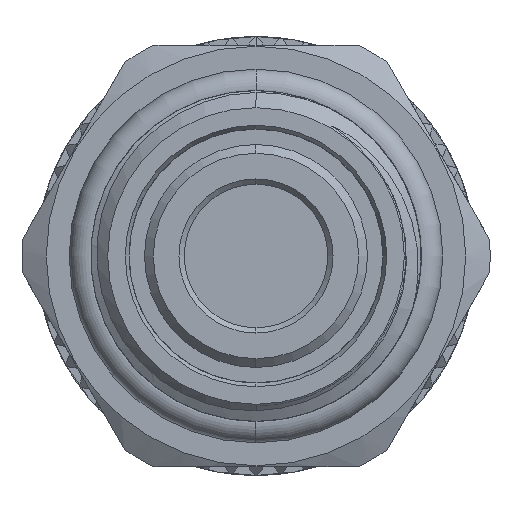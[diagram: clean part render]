
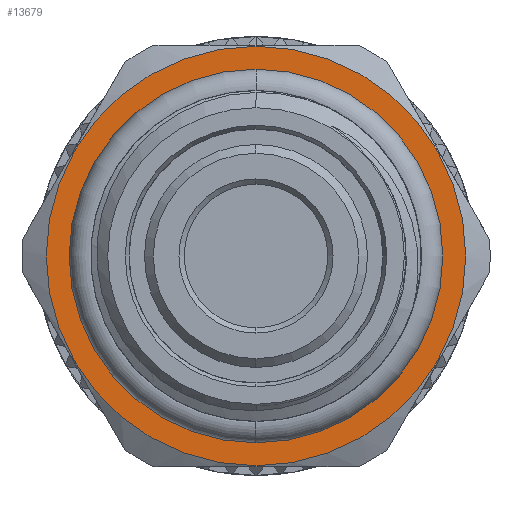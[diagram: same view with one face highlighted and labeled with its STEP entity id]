
A CAD part, left-side view. The second image highlights one B-rep face of the part: STEP entity #13679.
In plain terms, the highlighted planar face has unit normal (-1, 0, 0).
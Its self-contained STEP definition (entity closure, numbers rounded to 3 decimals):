
#2383 = VERTEX_POINT ( 'NONE', #15782 ) ;
#2651 = CARTESIAN_POINT ( 'NONE',  ( 27.943, 0., 8.395 ) ) ;
#3509 = CIRCLE ( 'NONE', #31230, 11.95 ) ;
#4126 = VERTEX_POINT ( 'NONE', #23357 ) ;
#5035 = VERTEX_POINT ( 'NONE', #13211 ) ;
#5172 = PLANE ( 'NONE',  #9310 ) ;
#5210 = AXIS2_PLACEMENT_3D ( 'NONE', #5729, #19634, #33375 ) ;
#5729 = CARTESIAN_POINT ( 'NONE',  ( 27.943, 0., 0. ) ) ;
#7442 = CARTESIAN_POINT ( 'NONE',  ( 27.943, 0., 0. ) ) ;
#7569 = EDGE_CURVE ( 'NONE', #2383, #5035, #20524, .T. ) ;
#9310 = AXIS2_PLACEMENT_3D ( 'NONE', #13973, #30985, #22141 ) ;
#11545 = DIRECTION ( 'NONE',  ( -1., 0., 0. ) ) ;
#12525 = CARTESIAN_POINT ( 'NONE',  ( 27.943, 0., 0. ) ) ;
#13211 = CARTESIAN_POINT ( 'NONE',  ( 27.943, 0., -11.95 ) ) ;
#13679 = ADVANCED_FACE ( 'NONE', ( #32293, #21781 ), #5172, .T. ) ;
#13973 = CARTESIAN_POINT ( 'NONE',  ( 27.943, 11.95, 0. ) ) ;
#15782 = CARTESIAN_POINT ( 'NONE',  ( 27.943, 0., 11.95 ) ) ;
#19634 = DIRECTION ( 'NONE',  ( -1., 0., 0. ) ) ;
#19860 = CARTESIAN_POINT ( 'NONE',  ( 27.943, 0., 0. ) ) ;
#20052 = ORIENTED_EDGE ( 'NONE', *, *, #35190, .F. ) ;
#20481 = DIRECTION ( 'NONE',  ( 0., 0., 1. ) ) ;
#20524 = CIRCLE ( 'NONE', #25477, 11.95 ) ;
#21665 = CIRCLE ( 'NONE', #36259, 8.395 ) ;
#21781 = FACE_BOUND ( 'NONE', #35003, .T. ) ;
#21834 = ORIENTED_EDGE ( 'NONE', *, *, #28507, .T. ) ;
#22141 = DIRECTION ( 'NONE',  ( 0., 0., 1. ) ) ;
#22328 = DIRECTION ( 'NONE',  ( 0., 0., 1. ) ) ;
#23357 = CARTESIAN_POINT ( 'NONE',  ( 27.943, 0., -8.395 ) ) ;
#23780 = DIRECTION ( 'NONE',  ( -1., 0., 0. ) ) ;
#24052 = EDGE_LOOP ( 'NONE', ( #28460, #21834 ) ) ;
#25477 = AXIS2_PLACEMENT_3D ( 'NONE', #12525, #23780, #20481 ) ;
#28460 = ORIENTED_EDGE ( 'NONE', *, *, #7569, .T. ) ;
#28507 = EDGE_CURVE ( 'NONE', #5035, #2383, #3509, .T. ) ;
#29666 = DIRECTION ( 'NONE',  ( -1., 0., 0. ) ) ;
#30985 = DIRECTION ( 'NONE',  ( -1., 0., 0. ) ) ;
#31230 = AXIS2_PLACEMENT_3D ( 'NONE', #19860, #11545, #22328 ) ;
#32293 = FACE_OUTER_BOUND ( 'NONE', #24052, .T. ) ;
#33010 = CIRCLE ( 'NONE', #5210, 8.395 ) ;
#33375 = DIRECTION ( 'NONE',  ( 0., 0., 1. ) ) ;
#34050 = ORIENTED_EDGE ( 'NONE', *, *, #34195, .F. ) ;
#34195 = EDGE_CURVE ( 'NONE', #4126, #34923, #21665, .T. ) ;
#34923 = VERTEX_POINT ( 'NONE', #2651 ) ;
#35003 = EDGE_LOOP ( 'NONE', ( #20052, #34050 ) ) ;
#35164 = DIRECTION ( 'NONE',  ( 0., 0., 1. ) ) ;
#35190 = EDGE_CURVE ( 'NONE', #34923, #4126, #33010, .T. ) ;
#36259 = AXIS2_PLACEMENT_3D ( 'NONE', #7442, #29666, #35164 ) ;
